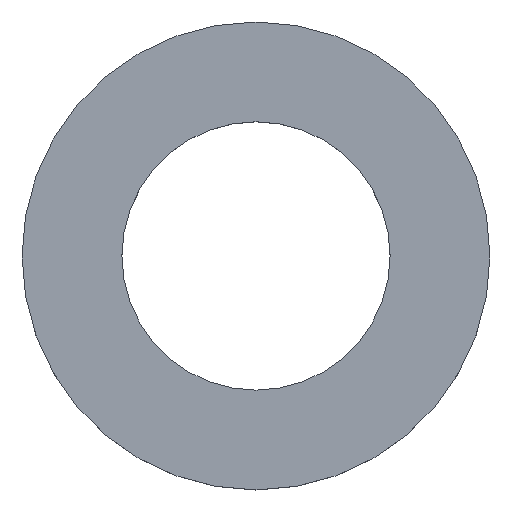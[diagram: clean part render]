
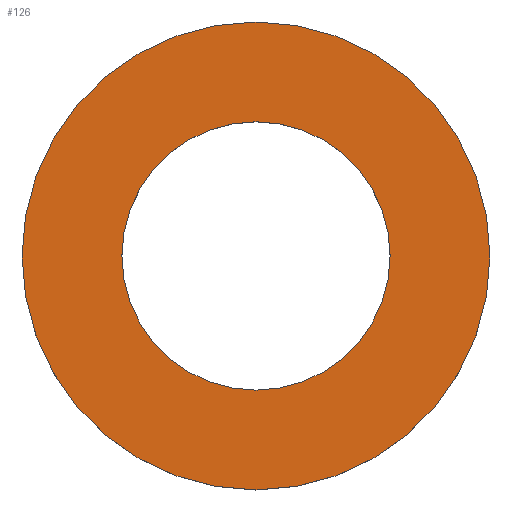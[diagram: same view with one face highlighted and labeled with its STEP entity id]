
A CAD part, top view. The second image highlights one B-rep face of the part: STEP entity #126.
In plain terms, the highlighted planar face has unit normal (0, 0, 1).
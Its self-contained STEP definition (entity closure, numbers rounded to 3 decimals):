
#1 = CARTESIAN_POINT ( 'NONE',  ( 0., 0., 0.4 ) ) ;
#16 = EDGE_CURVE ( 'NONE', #44, #44, #82, .T. ) ;
#18 = CIRCLE ( 'NONE', #63, 2.15 ) ;
#21 = DIRECTION ( 'NONE',  ( 0., 0., 1. ) ) ;
#22 = DIRECTION ( 'NONE',  ( 1., 0., 0. ) ) ;
#25 = EDGE_LOOP ( 'NONE', ( #53 ) ) ;
#44 = VERTEX_POINT ( 'NONE', #96 ) ;
#46 = AXIS2_PLACEMENT_3D ( 'NONE', #119, #21, #83 ) ;
#53 = ORIENTED_EDGE ( 'NONE', *, *, #76, .F. ) ;
#63 = AXIS2_PLACEMENT_3D ( 'NONE', #1, #98, #107 ) ;
#72 = VERTEX_POINT ( 'NONE', #99 ) ;
#74 = PLANE ( 'NONE',  #109 ) ;
#76 = EDGE_CURVE ( 'NONE', #72, #72, #18, .T. ) ;
#82 = CIRCLE ( 'NONE', #46, 3.75 ) ;
#83 = DIRECTION ( 'NONE',  ( 1., 0., 0. ) ) ;
#88 = FACE_BOUND ( 'NONE', #25, .T. ) ;
#91 = EDGE_LOOP ( 'NONE', ( #132 ) ) ;
#95 = FACE_OUTER_BOUND ( 'NONE', #91, .T. ) ;
#96 = CARTESIAN_POINT ( 'NONE',  ( 3.75, 0., 0.4 ) ) ;
#98 = DIRECTION ( 'NONE',  ( 0., 0., 1. ) ) ;
#99 = CARTESIAN_POINT ( 'NONE',  ( 2.15, 0., 0.4 ) ) ;
#107 = DIRECTION ( 'NONE',  ( 1., 0., 0. ) ) ;
#109 = AXIS2_PLACEMENT_3D ( 'NONE', #124, #133, #22 ) ;
#119 = CARTESIAN_POINT ( 'NONE',  ( 0., 0., 0.4 ) ) ;
#124 = CARTESIAN_POINT ( 'NONE',  ( 0., 0., 0.4 ) ) ;
#126 = ADVANCED_FACE ( 'NONE', ( #95, #88 ), #74, .T. ) ;
#132 = ORIENTED_EDGE ( 'NONE', *, *, #16, .T. ) ;
#133 = DIRECTION ( 'NONE',  ( 0., 0., 1. ) ) ;
